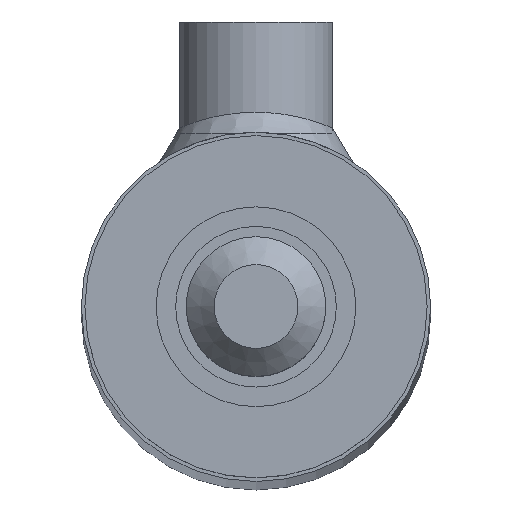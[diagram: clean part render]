
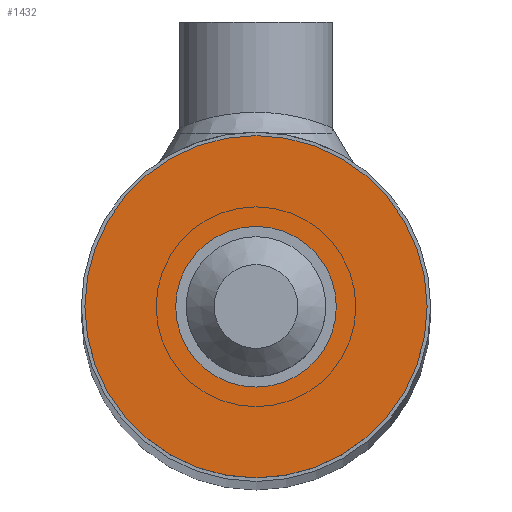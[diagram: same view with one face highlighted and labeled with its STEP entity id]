
A CAD part, top view. The second image highlights one B-rep face of the part: STEP entity #1432.
In plain terms, the highlighted face is planar.
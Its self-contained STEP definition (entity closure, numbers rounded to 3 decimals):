
#199=FACE_BOUND('',#400,.T.);
#224=PLANE('',#1717);
#289=FACE_OUTER_BOUND('',#399,.T.);
#399=EDGE_LOOP('',(#1210));
#400=EDGE_LOOP('',(#1211));
#607=CIRCLE('',#1674,11.5);
#630=CIRCLE('',#1715,24.5);
#732=VERTEX_POINT('',#3322);
#755=VERTEX_POINT('',#3400);
#877=EDGE_CURVE('',#732,#732,#607,.T.);
#914=EDGE_CURVE('',#755,#755,#630,.T.);
#1210=ORIENTED_EDGE('',*,*,#914,.F.);
#1211=ORIENTED_EDGE('',*,*,#877,.T.);
#1432=ADVANCED_FACE('',(#289,#199),#224,.F.);
#1674=AXIS2_PLACEMENT_3D('',#3324,#1961,#1962);
#1715=AXIS2_PLACEMENT_3D('',#3402,#2057,#2058);
#1717=AXIS2_PLACEMENT_3D('',#3404,#2061,#2062);
#1961=DIRECTION('center_axis',(1.,0.,0.));
#1962=DIRECTION('ref_axis',(0.,1.,0.));
#2057=DIRECTION('center_axis',(1.,0.,0.));
#2058=DIRECTION('ref_axis',(0.,1.,0.));
#2061=DIRECTION('center_axis',(1.,0.,0.));
#2062=DIRECTION('ref_axis',(0.,0.,-1.));
#3322=CARTESIAN_POINT('',(0.,-11.5,0.));
#3324=CARTESIAN_POINT('Origin',(0.,0.,0.));
#3400=CARTESIAN_POINT('',(0.,-24.5,0.));
#3402=CARTESIAN_POINT('Origin',(0.,0.,0.));
#3404=CARTESIAN_POINT('Origin',(0.,0.,0.));
